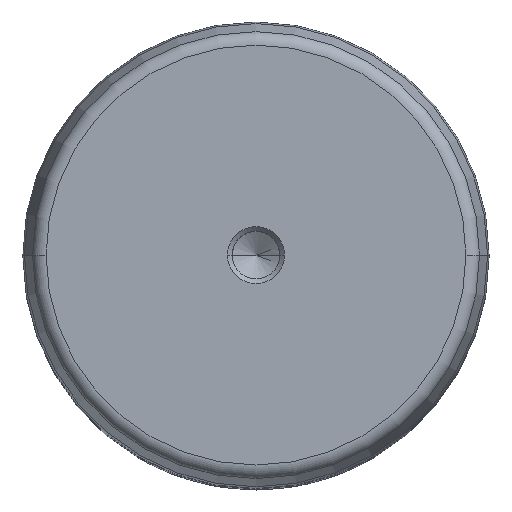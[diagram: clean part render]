
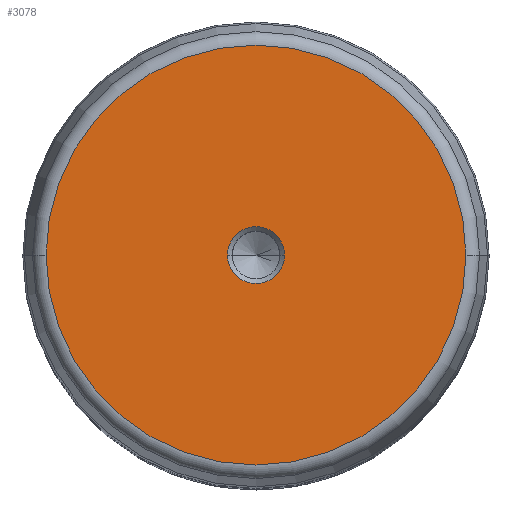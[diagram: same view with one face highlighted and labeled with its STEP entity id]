
A CAD part, top view. The second image highlights one B-rep face of the part: STEP entity #3078.
In plain terms, the highlighted planar face has unit normal (0, 0, 1).
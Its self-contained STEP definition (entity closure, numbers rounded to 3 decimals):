
#8 = DIRECTION ( 'NONE',  ( 0., 0., 1. ) ) ;
#41 = DIRECTION ( 'NONE',  ( 1., 0., 0. ) ) ;
#135 = EDGE_LOOP ( 'NONE', ( #2119, #468 ) ) ;
#420 = EDGE_CURVE ( 'NONE', #2502, #1145, #1467, .T. ) ;
#468 = ORIENTED_EDGE ( 'NONE', *, *, #420, .T. ) ;
#545 = PLANE ( 'NONE',  #2351 ) ;
#653 = FACE_OUTER_BOUND ( 'NONE', #1728, .T. ) ;
#693 = CARTESIAN_POINT ( 'NONE',  ( -6.1, 0., 224. ) ) ;
#715 = AXIS2_PLACEMENT_3D ( 'NONE', #3485, #2970, #1293 ) ;
#973 = EDGE_CURVE ( 'NONE', #1145, #2502, #1713, .T. ) ;
#1145 = VERTEX_POINT ( 'NONE', #2850 ) ;
#1172 = EDGE_CURVE ( 'NONE', #2191, #2597, #2454, .T. ) ;
#1293 = DIRECTION ( 'NONE',  ( 1., 0., 0. ) ) ;
#1348 = CARTESIAN_POINT ( 'NONE',  ( 0., 0., 224. ) ) ;
#1393 = CARTESIAN_POINT ( 'NONE',  ( 45.019, 0., 224. ) ) ;
#1467 = CIRCLE ( 'NONE', #715, 6.1 ) ;
#1713 = CIRCLE ( 'NONE', #1741, 6.1 ) ;
#1728 = EDGE_LOOP ( 'NONE', ( #3285, #2218 ) ) ;
#1736 = DIRECTION ( 'NONE',  ( 0., 0., 1. ) ) ;
#1741 = AXIS2_PLACEMENT_3D ( 'NONE', #1824, #2356, #2343 ) ;
#1824 = CARTESIAN_POINT ( 'NONE',  ( 0., 0., 224. ) ) ;
#1900 = CARTESIAN_POINT ( 'NONE',  ( -45.019, 0., 224. ) ) ;
#1918 = DIRECTION ( 'NONE',  ( 0., 0., 1. ) ) ;
#1961 = AXIS2_PLACEMENT_3D ( 'NONE', #2743, #1918, #2726 ) ;
#2119 = ORIENTED_EDGE ( 'NONE', *, *, #973, .T. ) ;
#2191 = VERTEX_POINT ( 'NONE', #1393 ) ;
#2218 = ORIENTED_EDGE ( 'NONE', *, *, #3190, .T. ) ;
#2246 = AXIS2_PLACEMENT_3D ( 'NONE', #2514, #1736, #41 ) ;
#2343 = DIRECTION ( 'NONE',  ( 1., 0., 0. ) ) ;
#2351 = AXIS2_PLACEMENT_3D ( 'NONE', #1348, #8, #2715 ) ;
#2356 = DIRECTION ( 'NONE',  ( 0., 0., -1. ) ) ;
#2454 = CIRCLE ( 'NONE', #2246, 45.019 ) ;
#2502 = VERTEX_POINT ( 'NONE', #693 ) ;
#2514 = CARTESIAN_POINT ( 'NONE',  ( 0., 0., 224. ) ) ;
#2535 = CIRCLE ( 'NONE', #1961, 45.019 ) ;
#2597 = VERTEX_POINT ( 'NONE', #1900 ) ;
#2715 = DIRECTION ( 'NONE',  ( 1., 0., 0. ) ) ;
#2726 = DIRECTION ( 'NONE',  ( 1., 0., 0. ) ) ;
#2743 = CARTESIAN_POINT ( 'NONE',  ( 0., 0., 224. ) ) ;
#2850 = CARTESIAN_POINT ( 'NONE',  ( 6.1, 0., 224. ) ) ;
#2970 = DIRECTION ( 'NONE',  ( 0., 0., -1. ) ) ;
#3078 = ADVANCED_FACE ( 'NONE', ( #653, #3305 ), #545, .T. ) ;
#3190 = EDGE_CURVE ( 'NONE', #2597, #2191, #2535, .T. ) ;
#3285 = ORIENTED_EDGE ( 'NONE', *, *, #1172, .T. ) ;
#3305 = FACE_BOUND ( 'NONE', #135, .T. ) ;
#3485 = CARTESIAN_POINT ( 'NONE',  ( 0., 0., 224. ) ) ;
